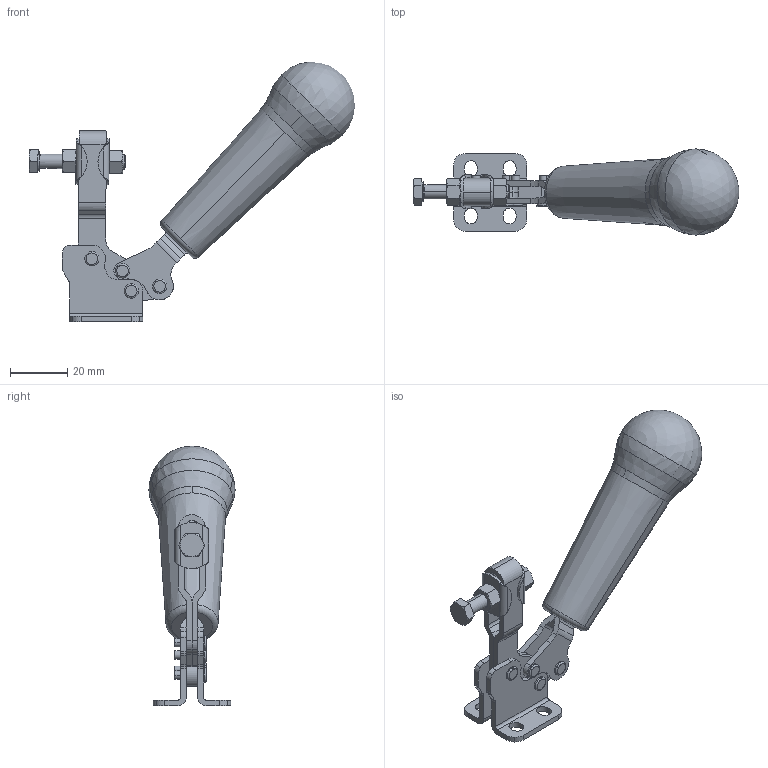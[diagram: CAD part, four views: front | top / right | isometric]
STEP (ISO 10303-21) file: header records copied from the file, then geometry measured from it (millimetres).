
FILE_DESCRIPTION((''),'2;1');
FILE_NAME('131.0-opened.stp','2005-09-27T16:34:13',('Kysilko'),(''),'Autodesk Inventor 8','Autodesk Inventor 8','');
FILE_SCHEMA(('AUTOMOTIVE_DESIGN { 1 0 10303 214 1 1 1 1 }'));
Length unit declared in the file: millimetre
Products named in the file (1): Part33
Bounding box: 113.26 x 30 x 90.4 mm (x, y, z)
Volume: 41029.3 mm3; surface area: 15323.1 mm2
Topology: 1 solids, 2 shells, 391 faces, 1067 edges, 677 vertices
Faces by surface type: cylinder 113, plane 108, bspline 104, cone 54, torus 10, sphere 2
Entity records: 14853 total; most frequent: CARTESIAN_POINT 5150, ORIENTED_EDGE 2110, DIRECTION 2017, EDGE_CURVE 1055, AXIS2_PLACEMENT_3D 766, VERTEX_POINT 675, VECTOR 485, LINE 485
